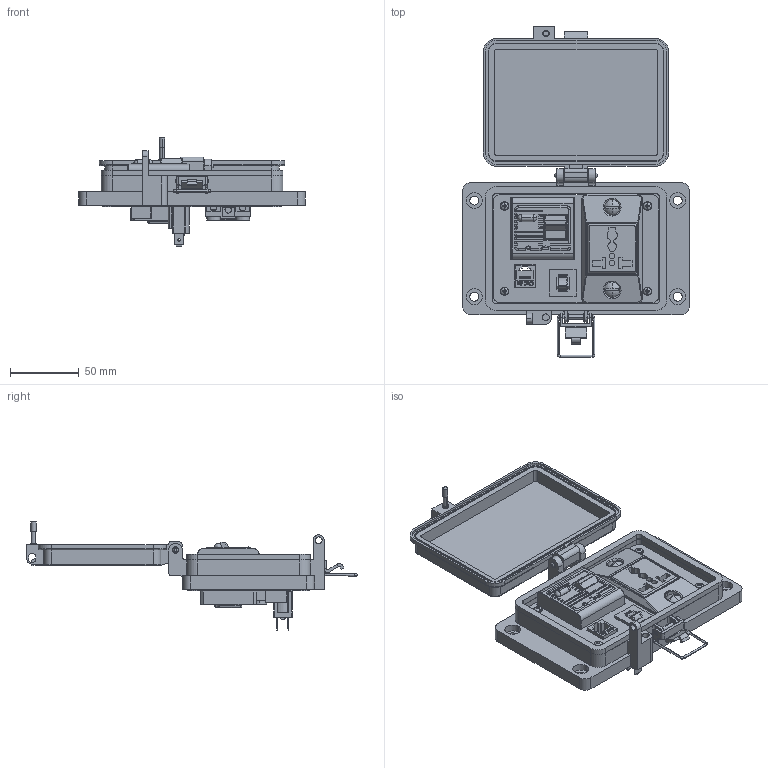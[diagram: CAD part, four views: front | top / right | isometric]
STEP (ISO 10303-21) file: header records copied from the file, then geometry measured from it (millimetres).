
FILE_DESCRIPTION (( 'STEP AP203' ), '1' );
FILE_NAME ('P-R2-M2RUVF3_3D.STEP', '2022-09-16T14:03:01', ( '' ), ( '' ), 'SwSTEP 2.0', 'SolidWorks 2021', '' );
FILE_SCHEMA (( 'CONFIG_CONTROL_DESIGN' ));
Length unit declared in the file: millimetre
Products named in the file (20): P-R2-M2RUVF3_TP060_1; P-R2-M2RUVF3_BP180_1; Z-000-10321_2TH_90271A829; Z-CB-SM; Z-000-4243316TFP; RUV; P-R2-M2RUVF3_3D; Z-200-OTLT-RUV; Z-300-RJ45CAT5; 92005A124_METRIC PAN HEAD PHILLIPS MACHINE SCREW_92005A124; Z-200-OTLT-RUV_bezel; Z-H-M2_B; R2; Z-002-103238HN_90675A195; REF-GFCI; -M2; Z-CB-16A; Z-200-OTLT-RUV_outlet; P-R2-M2RUVF3_FP060_1; CBX
Assembly tree (26 placements, depth 4):
  P-R2-M2RUVF3_3D
    -M2
      Z-H-M2_B
    P-R2-M2RUVF3_BP180_1
    P-R2-M2RUVF3_FP060_1
    P-R2-M2RUVF3_TP060_1
    Z-000-4243316TFP  x3
    RUV
      Z-200-OTLT-RUV
        Z-200-OTLT-RUV_bezel
        Z-200-OTLT-RUV_outlet
    Z-000-10321_2TH_90271A829  x2
    Z-002-103238HN_90675A195  x2
    CBX
      Z-CB-SM
    REF-GFCI
      Z-CB-16A
    R2
      Z-300-RJ45CAT5
    92005A124_METRIC PAN HEAD PHILLIPS MACHINE SCREW_92005A124  x4
Bounding box: 164.96 x 240.59 x 78.59 mm (x, y, z)
Volume: 330055.1 mm3; surface area: 181492.4 mm2
Topology: 32 solids, 32 shells, 2965 faces, 8042 edges, 5215 vertices
Faces by surface type: cylinder 1265, plane 1077, bspline 332, cone 185, torus 56, sphere 50
Entity records: 80342 total; most frequent: CARTESIAN_POINT 28294, ORIENTED_EDGE 11078, DIRECTION 9464, EDGE_CURVE 5539, VERTEX_POINT 3578, AXIS2_PLACEMENT_3D 3164, LINE 3136, VECTOR 3136
